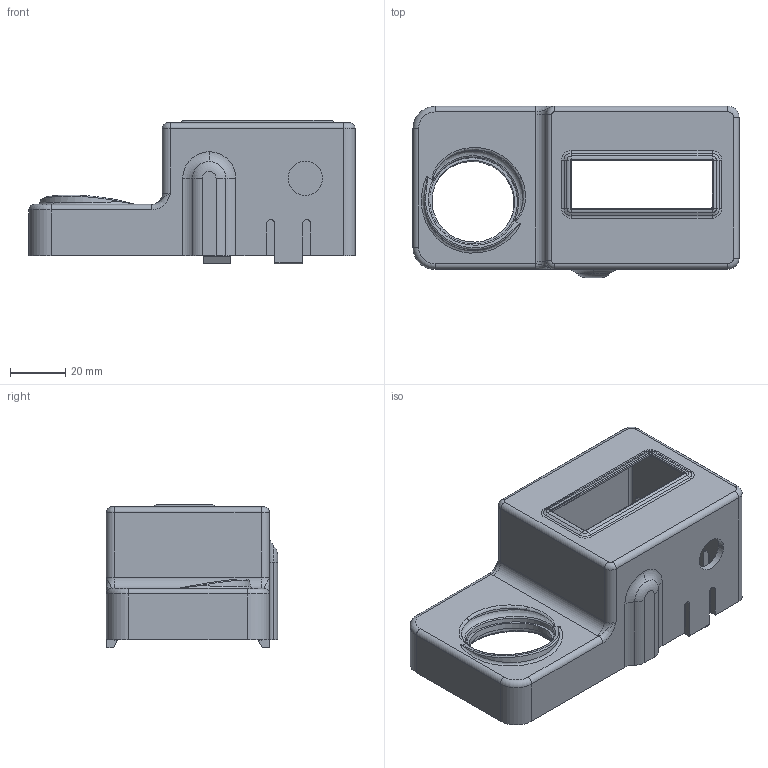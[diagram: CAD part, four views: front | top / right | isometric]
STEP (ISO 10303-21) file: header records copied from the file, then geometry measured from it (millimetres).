
FILE_DESCRIPTION(('CATIA V5 STEP Exchange'),'2;1');
FILE_NAME('Housing_Shell_V2.stp','2025-03-31T19:09:44+00:00',('none'),('none'),'CATIA Version 5 Release 20 GA (IN-10)','CATIA V5 STEP AP214','none');
FILE_SCHEMA(('AUTOMOTIVE_DESIGN { 1 0 10303 214 1 1 1 1 }'));
Length unit declared in the file: millimetre
Products named in the file (1): Anzeige_Gehäuse
Bounding box: 118 x 62 x 52 mm (x, y, z)
Volume: 45715.5 mm3; surface area: 40118.6 mm2
Topology: 1 solids, 1 shells, 315 faces, 786 edges, 485 vertices
Faces by surface type: cylinder 124, plane 96, torus 47, cone 26, bspline 22
Entity records: 11010 total; most frequent: CARTESIAN_POINT 3968, ORIENTED_EDGE 1564, DIRECTION 1194, EDGE_CURVE 782, AXIS2_PLACEMENT_3D 579, VERTEX_POINT 485, VECTOR 369, LINE 369
